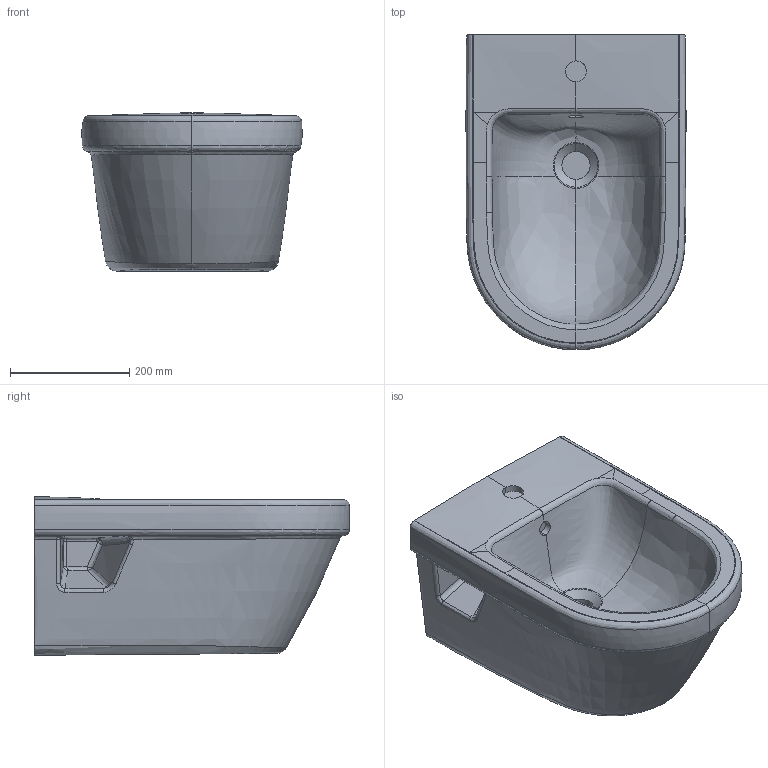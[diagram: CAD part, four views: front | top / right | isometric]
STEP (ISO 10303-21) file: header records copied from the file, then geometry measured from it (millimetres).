
FILE_DESCRIPTION(/* description */ (''),/* implementation_level */ '2;1');
FILE_NAME(/* name */ '548400_Omnia_Architectura_WBD.stp',/* time_stamp */ '2019-03-12T09:42:26+01:00',/* author */ (''),/* organization */ (''),/* preprocessor_version */ 'ST-DEVELOPER v16',/* originating_system */ 'SIEMENS PLM Software NX 10.0',/* authorisation */ '');
FILE_SCHEMA (('AUTOMOTIVE_DESIGN { 1 0 10303 214 3 1 1 1 }'));
Length unit declared in the file: millimetre
Products named in the file (1): Sier17249EAD8ods
Bounding box: 369.78 x 529.19 x 266.3 mm (x, y, z)
Volume: 27540126.6 mm3; surface area: 807457.7 mm2
Topology: 1 solids, 1 shells, 114 faces, 305 edges, 185 vertices
Faces by surface type: bspline 96, plane 10, extrusion 4, cylinder 4
Entity records: 18363 total; most frequent: CARTESIAN_POINT 16516, ORIENTED_EDGE 586, EDGE_CURVE 293, B_SPLINE_CURVE_WITH_KNOTS 213, VERTEX_POINT 185, EDGE_LOOP 118, ADVANCED_FACE 114, FACE_OUTER_BOUND 110
